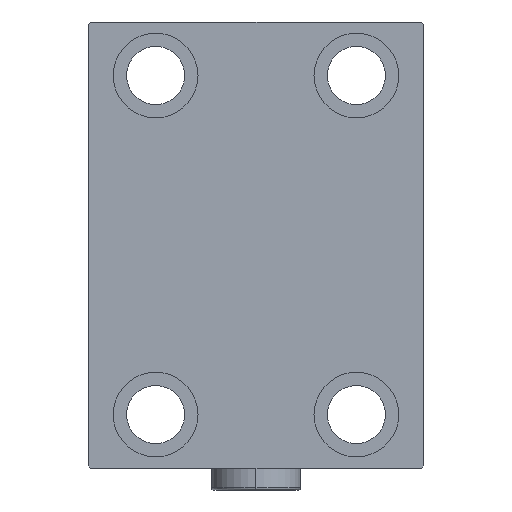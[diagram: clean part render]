
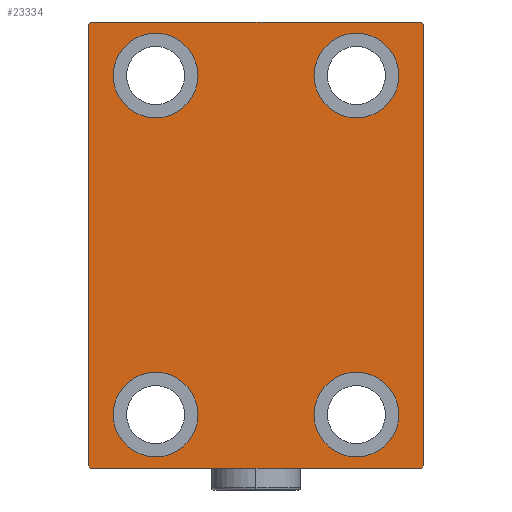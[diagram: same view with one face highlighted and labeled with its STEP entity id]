
A CAD part, left-side view. The second image highlights one B-rep face of the part: STEP entity #23334.
In plain terms, the highlighted face is planar.
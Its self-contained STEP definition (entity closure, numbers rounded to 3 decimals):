
#23 = ORIENTED_EDGE ( 'NONE', *, *, #11737, .T. ) ;
#111 = EDGE_CURVE ( 'NONE', #3927, #27236, #1813, .T. ) ;
#176 = AXIS2_PLACEMENT_3D ( 'NONE', #16613, #41042, #20323 ) ;
#365 = ORIENTED_EDGE ( 'NONE', *, *, #35045, .T. ) ;
#1111 = DIRECTION ( 'NONE',  ( 0., 0., 1. ) ) ;
#1116 = LINE ( 'NONE', #36886, #4975 ) ;
#1206 = CARTESIAN_POINT ( 'NONE',  ( 98., 22.5, -47.5 ) ) ;
#1475 = VERTEX_POINT ( 'NONE', #5110 ) ;
#1813 = CIRCLE ( 'NONE', #12933, 9.5 ) ;
#2122 = EDGE_CURVE ( 'NONE', #7694, #11017, #43450, .T. ) ;
#2305 = AXIS2_PLACEMENT_3D ( 'NONE', #15028, #37102, #36872 ) ;
#2398 = CARTESIAN_POINT ( 'NONE',  ( 98., 0., 0. ) ) ;
#3690 = CARTESIAN_POINT ( 'NONE',  ( 98., -22.5, -38. ) ) ;
#3910 = ORIENTED_EDGE ( 'NONE', *, *, #18425, .T. ) ;
#3927 = VERTEX_POINT ( 'NONE', #9248 ) ;
#4975 = VECTOR ( 'NONE', #15274, 1000. ) ;
#5110 = CARTESIAN_POINT ( 'NONE',  ( 98., 37.5, -49.5 ) ) ;
#5314 = CARTESIAN_POINT ( 'NONE',  ( 98., 22.5, 47.5 ) ) ;
#5446 = CIRCLE ( 'NONE', #36590, 9.5 ) ;
#6010 = LINE ( 'NONE', #20165, #19196 ) ;
#6328 = FACE_BOUND ( 'NONE', #20052, .T. ) ;
#6330 = CARTESIAN_POINT ( 'NONE',  ( 98., 37.5, 49.5 ) ) ;
#7691 = CARTESIAN_POINT ( 'NONE',  ( 98., -37., 50. ) ) ;
#7694 = VERTEX_POINT ( 'NONE', #41047 ) ;
#7763 = CARTESIAN_POINT ( 'NONE',  ( 98., -37.5, 50. ) ) ;
#8669 = LINE ( 'NONE', #22844, #12385 ) ;
#9223 = DIRECTION ( 'NONE',  ( 0., 0., 1. ) ) ;
#9248 = CARTESIAN_POINT ( 'NONE',  ( 98., 22.5, -28.5 ) ) ;
#9619 = ORIENTED_EDGE ( 'NONE', *, *, #13072, .T. ) ;
#9662 = EDGE_LOOP ( 'NONE', ( #9973, #29183, #35482, #3910, #14470, #34183, #36710, #23 ) ) ;
#9812 = FACE_BOUND ( 'NONE', #38421, .T. ) ;
#9821 = DIRECTION ( 'NONE',  ( 0., 0., 1. ) ) ;
#9973 = ORIENTED_EDGE ( 'NONE', *, *, #13253, .T. ) ;
#10040 = EDGE_CURVE ( 'NONE', #1475, #31886, #8669, .T. ) ;
#11017 = VERTEX_POINT ( 'NONE', #37647 ) ;
#11433 = CIRCLE ( 'NONE', #33700, 9.5 ) ;
#11737 = EDGE_CURVE ( 'NONE', #31886, #38029, #23811, .T. ) ;
#12189 = VERTEX_POINT ( 'NONE', #35995 ) ;
#12247 = AXIS2_PLACEMENT_3D ( 'NONE', #44938, #41685, #9821 ) ;
#12384 = CARTESIAN_POINT ( 'NONE',  ( 98., -43.5, 43.5 ) ) ;
#12385 = VECTOR ( 'NONE', #25873, 1000. ) ;
#12933 = AXIS2_PLACEMENT_3D ( 'NONE', #17109, #27580, #9223 ) ;
#13063 = DIRECTION ( 'NONE',  ( 1., 0., 0. ) ) ;
#13066 = VECTOR ( 'NONE', #31022, 1000. ) ;
#13072 = EDGE_CURVE ( 'NONE', #38192, #40151, #23486, .T. ) ;
#13253 = EDGE_CURVE ( 'NONE', #38029, #14747, #1116, .T. ) ;
#13532 = FACE_OUTER_BOUND ( 'NONE', #9662, .T. ) ;
#13577 = CARTESIAN_POINT ( 'NONE',  ( 98., -22.5, -38. ) ) ;
#13656 = DIRECTION ( 'NONE',  ( 0., 0., 1. ) ) ;
#14470 = ORIENTED_EDGE ( 'NONE', *, *, #22963, .T. ) ;
#14747 = VERTEX_POINT ( 'NONE', #7691 ) ;
#15028 = CARTESIAN_POINT ( 'NONE',  ( 98., 22.5, 38. ) ) ;
#15274 = DIRECTION ( 'NONE',  ( 0., -1., 0. ) ) ;
#16613 = CARTESIAN_POINT ( 'NONE',  ( 98., 22.5, 38. ) ) ;
#16829 = DIRECTION ( 'NONE',  ( -1., 0., 0. ) ) ;
#17057 = CARTESIAN_POINT ( 'NONE',  ( 98., -37.5, -50. ) ) ;
#17109 = CARTESIAN_POINT ( 'NONE',  ( 98., 22.5, -38. ) ) ;
#17609 = DIRECTION ( 'NONE',  ( 0., 0., 1. ) ) ;
#18000 = LINE ( 'NONE', #7763, #25401 ) ;
#18425 = EDGE_CURVE ( 'NONE', #40843, #41514, #26440, .T. ) ;
#18506 = AXIS2_PLACEMENT_3D ( 'NONE', #37835, #31329, #13656 ) ;
#19196 = VECTOR ( 'NONE', #34354, 1000. ) ;
#20052 = EDGE_LOOP ( 'NONE', ( #31026, #43879 ) ) ;
#20165 = CARTESIAN_POINT ( 'NONE',  ( 98., 43.5, -43.5 ) ) ;
#20299 = CARTESIAN_POINT ( 'NONE',  ( 98., -22.5, -47.5 ) ) ;
#20323 = DIRECTION ( 'NONE',  ( 0., 0., 1. ) ) ;
#20492 = EDGE_CURVE ( 'NONE', #11017, #7694, #34830, .T. ) ;
#20699 = ORIENTED_EDGE ( 'NONE', *, *, #32599, .T. ) ;
#21610 = CARTESIAN_POINT ( 'NONE',  ( 98., 37., 50. ) ) ;
#22844 = CARTESIAN_POINT ( 'NONE',  ( 98., 37.5, -50. ) ) ;
#22963 = EDGE_CURVE ( 'NONE', #41514, #39929, #38213, .T. ) ;
#23049 = VERTEX_POINT ( 'NONE', #32387 ) ;
#23334 = ADVANCED_FACE ( 'NONE', ( #9812, #6328, #30736, #31430, #13532 ), #38392, .T. ) ;
#23486 = CIRCLE ( 'NONE', #33156, 9.5 ) ;
#23811 = LINE ( 'NONE', #37990, #13066 ) ;
#24675 = CIRCLE ( 'NONE', #176, 9.5 ) ;
#24864 = EDGE_CURVE ( 'NONE', #40839, #23049, #42391, .T. ) ;
#25401 = VECTOR ( 'NONE', #42429, 1000. ) ;
#25689 = CARTESIAN_POINT ( 'NONE',  ( 98., 37., -50. ) ) ;
#25873 = DIRECTION ( 'NONE',  ( 0., 0., 1. ) ) ;
#26057 = VECTOR ( 'NONE', #37023, 1000. ) ;
#26173 = EDGE_CURVE ( 'NONE', #14747, #12189, #40517, .T. ) ;
#26440 = LINE ( 'NONE', #43909, #37001 ) ;
#27236 = VERTEX_POINT ( 'NONE', #1206 ) ;
#27580 = DIRECTION ( 'NONE',  ( -1., 0., 0. ) ) ;
#27758 = DIRECTION ( 'NONE',  ( 0., 1., 0. ) ) ;
#29183 = ORIENTED_EDGE ( 'NONE', *, *, #26173, .T. ) ;
#29482 = DIRECTION ( 'NONE',  ( 0., 0.707, -0.707 ) ) ;
#30736 = FACE_BOUND ( 'NONE', #31161, .T. ) ;
#31022 = DIRECTION ( 'NONE',  ( 0., -0.707, 0.707 ) ) ;
#31026 = ORIENTED_EDGE ( 'NONE', *, *, #20492, .T. ) ;
#31161 = EDGE_LOOP ( 'NONE', ( #20699, #32424 ) ) ;
#31329 = DIRECTION ( 'NONE',  ( -1., 0., 0. ) ) ;
#31430 = FACE_BOUND ( 'NONE', #42222, .T. ) ;
#31886 = VERTEX_POINT ( 'NONE', #6330 ) ;
#32387 = CARTESIAN_POINT ( 'NONE',  ( 98., 22.5, 28.5 ) ) ;
#32424 = ORIENTED_EDGE ( 'NONE', *, *, #24864, .T. ) ;
#32599 = EDGE_CURVE ( 'NONE', #23049, #40839, #24675, .T. ) ;
#32704 = CARTESIAN_POINT ( 'NONE',  ( 98., 22.5, -38. ) ) ;
#32769 = EDGE_CURVE ( 'NONE', #12189, #40843, #18000, .T. ) ;
#33156 = AXIS2_PLACEMENT_3D ( 'NONE', #3690, #45531, #17609 ) ;
#33646 = CARTESIAN_POINT ( 'NONE',  ( 98., -37.5, -49.5 ) ) ;
#33700 = AXIS2_PLACEMENT_3D ( 'NONE', #32704, #38348, #1111 ) ;
#34183 = ORIENTED_EDGE ( 'NONE', *, *, #45331, .T. ) ;
#34354 = DIRECTION ( 'NONE',  ( 0., 0.707, 0.707 ) ) ;
#34830 = CIRCLE ( 'NONE', #18506, 9.5 ) ;
#35045 = EDGE_CURVE ( 'NONE', #40151, #38192, #5446, .T. ) ;
#35482 = ORIENTED_EDGE ( 'NONE', *, *, #32769, .T. ) ;
#35621 = VECTOR ( 'NONE', #27758, 1000. ) ;
#35995 = CARTESIAN_POINT ( 'NONE',  ( 98., -37.5, 49.5 ) ) ;
#36590 = AXIS2_PLACEMENT_3D ( 'NONE', #13577, #16829, #41246 ) ;
#36710 = ORIENTED_EDGE ( 'NONE', *, *, #10040, .T. ) ;
#36872 = DIRECTION ( 'NONE',  ( 0., 0., 1. ) ) ;
#36886 = CARTESIAN_POINT ( 'NONE',  ( 98., 37.5, 50. ) ) ;
#37001 = VECTOR ( 'NONE', #29482, 1000. ) ;
#37023 = DIRECTION ( 'NONE',  ( 0., -0.707, -0.707 ) ) ;
#37076 = EDGE_CURVE ( 'NONE', #27236, #3927, #11433, .T. ) ;
#37102 = DIRECTION ( 'NONE',  ( -1., 0., 0. ) ) ;
#37647 = CARTESIAN_POINT ( 'NONE',  ( 98., -22.5, 28.5 ) ) ;
#37835 = CARTESIAN_POINT ( 'NONE',  ( 98., -22.5, 38. ) ) ;
#37990 = CARTESIAN_POINT ( 'NONE',  ( 98., 43.5, 43.5 ) ) ;
#38029 = VERTEX_POINT ( 'NONE', #21610 ) ;
#38192 = VERTEX_POINT ( 'NONE', #45308 ) ;
#38213 = LINE ( 'NONE', #17057, #35621 ) ;
#38348 = DIRECTION ( 'NONE',  ( -1., 0., 0. ) ) ;
#38392 = PLANE ( 'NONE',  #38617 ) ;
#38421 = EDGE_LOOP ( 'NONE', ( #365, #9619 ) ) ;
#38617 = AXIS2_PLACEMENT_3D ( 'NONE', #2398, #13063, #45625 ) ;
#39929 = VERTEX_POINT ( 'NONE', #25689 ) ;
#40151 = VERTEX_POINT ( 'NONE', #20299 ) ;
#40517 = LINE ( 'NONE', #12384, #26057 ) ;
#40839 = VERTEX_POINT ( 'NONE', #5314 ) ;
#40843 = VERTEX_POINT ( 'NONE', #33646 ) ;
#41042 = DIRECTION ( 'NONE',  ( -1., 0., 0. ) ) ;
#41047 = CARTESIAN_POINT ( 'NONE',  ( 98., -22.5, 47.5 ) ) ;
#41246 = DIRECTION ( 'NONE',  ( 0., 0., 1. ) ) ;
#41514 = VERTEX_POINT ( 'NONE', #41899 ) ;
#41685 = DIRECTION ( 'NONE',  ( -1., 0., 0. ) ) ;
#41899 = CARTESIAN_POINT ( 'NONE',  ( 98., -37., -50. ) ) ;
#42222 = EDGE_LOOP ( 'NONE', ( #45025, #43841 ) ) ;
#42391 = CIRCLE ( 'NONE', #2305, 9.5 ) ;
#42429 = DIRECTION ( 'NONE',  ( 0., 0., -1. ) ) ;
#43450 = CIRCLE ( 'NONE', #12247, 9.5 ) ;
#43841 = ORIENTED_EDGE ( 'NONE', *, *, #111, .T. ) ;
#43879 = ORIENTED_EDGE ( 'NONE', *, *, #2122, .T. ) ;
#43909 = CARTESIAN_POINT ( 'NONE',  ( 98., -43.5, -43.5 ) ) ;
#44938 = CARTESIAN_POINT ( 'NONE',  ( 98., -22.5, 38. ) ) ;
#45025 = ORIENTED_EDGE ( 'NONE', *, *, #37076, .T. ) ;
#45308 = CARTESIAN_POINT ( 'NONE',  ( 98., -22.5, -28.5 ) ) ;
#45331 = EDGE_CURVE ( 'NONE', #39929, #1475, #6010, .T. ) ;
#45531 = DIRECTION ( 'NONE',  ( -1., 0., 0. ) ) ;
#45625 = DIRECTION ( 'NONE',  ( 0., 0., -1. ) ) ;
